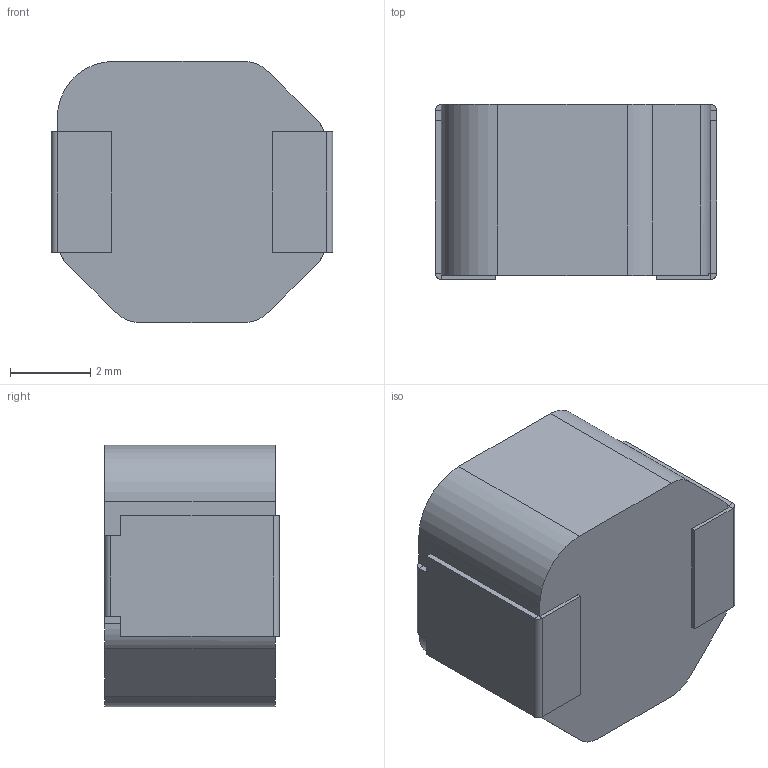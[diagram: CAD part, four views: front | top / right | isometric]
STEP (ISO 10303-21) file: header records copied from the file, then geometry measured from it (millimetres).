
FILE_DESCRIPTION (( 'STEP AP214' ), '1' );
FILE_NAME ('spm6545vt.step', '2020-12-11T00:02:05', ( '' ), ( '' ), 'SwSTEP 2.0', 'SolidWorks 2020', '' );
FILE_SCHEMA (( 'AUTOMOTIVE_DESIGN' ));
Length unit declared in the file: millimetre
Products named in the file (3): spm6545vt; Terminal_6545; Mold_6545
Assembly tree (3 placements, depth 2):
  spm6545vt
    Mold_6545
    Terminal_6545  x2
Bounding box: 7 x 4.35 x 6.5 mm (x, y, z)
Volume: 169 mm3; surface area: 257.4 mm2
Topology: 3 solids, 3 shells, 80 faces, 190 edges, 116 vertices
Faces by surface type: plane 69, cylinder 11
Entity records: 1755 total; most frequent: CARTESIAN_POINT 290, DIRECTION 285, ORIENTED_EDGE 280, EDGE_CURVE 140, VECTOR 119, LINE 119, VERTEX_POINT 88, AXIS2_PLACEMENT_3D 83
